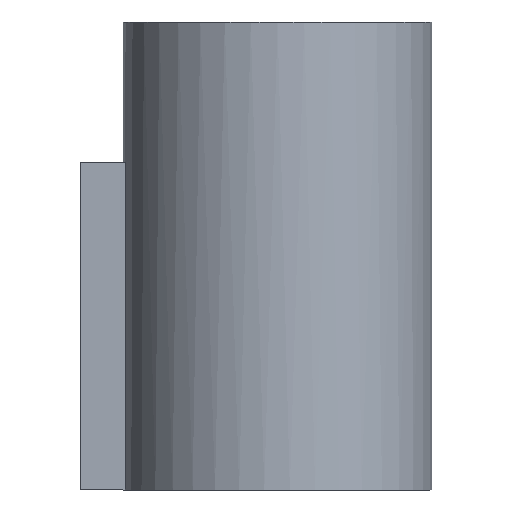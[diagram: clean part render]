
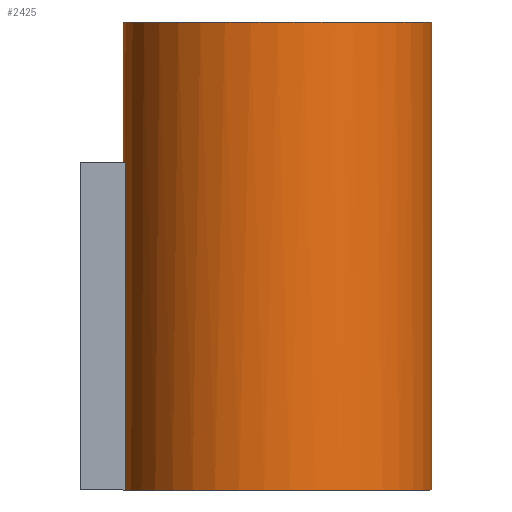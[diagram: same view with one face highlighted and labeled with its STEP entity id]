
A CAD part, front view. The second image highlights one B-rep face of the part: STEP entity #2425.
In plain terms, the highlighted cylindrical face has radius 5.5 mm (diameter 11 mm), a full revolution.
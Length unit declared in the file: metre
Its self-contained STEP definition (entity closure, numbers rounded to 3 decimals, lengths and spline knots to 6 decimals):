
#12=CYLINDRICAL_SURFACE('',#2568,0.0055);
#13=CIRCLE('',#2567,0.0055);
#14=CIRCLE('',#2569,0.0055);
#15=CIRCLE('',#2570,0.0055);
#16=CIRCLE('',#2571,0.0055);
#17=CIRCLE('',#2572,0.0055);
#121=ORIENTED_EDGE('',*,*,#780,.F.);
#122=ORIENTED_EDGE('',*,*,#831,.F.);
#123=ORIENTED_EDGE('',*,*,#832,.T.);
#124=ORIENTED_EDGE('',*,*,#833,.T.);
#125=ORIENTED_EDGE('',*,*,#834,.F.);
#126=ORIENTED_EDGE('',*,*,#835,.F.);
#127=ORIENTED_EDGE('',*,*,#836,.T.);
#128=ORIENTED_EDGE('',*,*,#837,.T.);
#129=ORIENTED_EDGE('',*,*,#838,.F.);
#780=EDGE_CURVE('',#1135,#1135,#13,.T.);
#831=EDGE_CURVE('',#1186,#1187,#14,.F.);
#832=EDGE_CURVE('',#1186,#1188,#1422,.F.);
#833=EDGE_CURVE('',#1188,#1189,#15,.F.);
#834=EDGE_CURVE('',#1190,#1189,#1423,.F.);
#835=EDGE_CURVE('',#1191,#1190,#16,.F.);
#836=EDGE_CURVE('',#1191,#1192,#1424,.F.);
#837=EDGE_CURVE('',#1192,#1193,#17,.F.);
#838=EDGE_CURVE('',#1187,#1193,#1425,.F.);
#1135=VERTEX_POINT('',#3427);
#1186=VERTEX_POINT('',#3530);
#1187=VERTEX_POINT('',#3531);
#1188=VERTEX_POINT('',#3533);
#1189=VERTEX_POINT('',#3535);
#1190=VERTEX_POINT('',#3537);
#1191=VERTEX_POINT('',#3539);
#1192=VERTEX_POINT('',#3541);
#1193=VERTEX_POINT('',#3543);
#1422=LINE('',#3532,#1772);
#1423=LINE('',#3536,#1773);
#1424=LINE('',#3540,#1774);
#1425=LINE('',#3544,#1775);
#1772=VECTOR('',#2812,1.);
#1773=VECTOR('',#2815,1.);
#1774=VECTOR('',#2818,1.);
#1775=VECTOR('',#2821,1.);
#2027=EDGE_LOOP('',(#121));
#2028=EDGE_LOOP('',(#122,#123,#124,#125,#126,#127,#128,#129));
#2165=FACE_BOUND('',#2027,.T.);
#2166=FACE_BOUND('',#2028,.T.);
#2425=ADVANCED_FACE('',(#2165,#2166),#12,.T.);
#2567=AXIS2_PLACEMENT_3D('',#3426,#2756,#2757);
#2568=AXIS2_PLACEMENT_3D('',#3528,#2808,#2809);
#2569=AXIS2_PLACEMENT_3D('',#3529,#2810,#2811);
#2570=AXIS2_PLACEMENT_3D('',#3534,#2813,#2814);
#2571=AXIS2_PLACEMENT_3D('',#3538,#2816,#2817);
#2572=AXIS2_PLACEMENT_3D('',#3542,#2819,#2820);
#2756=DIRECTION('',(0.,0.,1.));
#2757=DIRECTION('',(1.,0.,0.));
#2808=DIRECTION('',(0.,0.,1.));
#2809=DIRECTION('',(1.,0.,0.));
#2810=DIRECTION('',(0.,0.,1.));
#2811=DIRECTION('',(1.,0.,0.));
#2812=DIRECTION('',(0.,0.,1.));
#2813=DIRECTION('',(0.,0.,-1.));
#2814=DIRECTION('',(-1.,0.,0.));
#2815=DIRECTION('',(0.,0.,1.));
#2816=DIRECTION('',(0.,0.,1.));
#2817=DIRECTION('',(1.,0.,0.));
#2818=DIRECTION('',(0.,0.,1.));
#2819=DIRECTION('',(0.,0.,-1.));
#2820=DIRECTION('',(-1.,0.,0.));
#2821=DIRECTION('',(0.,0.,1.));
#3426=CARTESIAN_POINT('',(0.151049,-0.132514,0.023773));
#3427=CARTESIAN_POINT('',(0.156549,-0.132514,0.023773));
#3528=CARTESIAN_POINT('',(0.151049,-0.132514,-0.388279));
#3529=CARTESIAN_POINT('',(0.151049,-0.132514,0.018773));
#3530=CARTESIAN_POINT('',(0.150174,-0.127084,0.018773));
#3531=CARTESIAN_POINT('',(0.151924,-0.127084,0.018773));
#3532=CARTESIAN_POINT('',(0.150174,-0.127084,-0.388279));
#3533=CARTESIAN_POINT('',(0.150174,-0.127084,0.007091));
#3534=CARTESIAN_POINT('',(0.151049,-0.132514,0.007091));
#3535=CARTESIAN_POINT('',(0.145619,-0.131639,0.007091));
#3536=CARTESIAN_POINT('',(0.145619,-0.131639,-0.388279));
#3537=CARTESIAN_POINT('',(0.145619,-0.131639,0.018773));
#3538=CARTESIAN_POINT('',(0.151049,-0.132514,0.018773));
#3539=CARTESIAN_POINT('',(0.145619,-0.133389,0.018773));
#3540=CARTESIAN_POINT('',(0.145619,-0.133389,-0.388279));
#3541=CARTESIAN_POINT('',(0.145619,-0.133389,0.007091));
#3542=CARTESIAN_POINT('',(0.151049,-0.132514,0.007091));
#3543=CARTESIAN_POINT('',(0.151924,-0.127084,0.007091));
#3544=CARTESIAN_POINT('',(0.151924,-0.127084,-0.388279));
